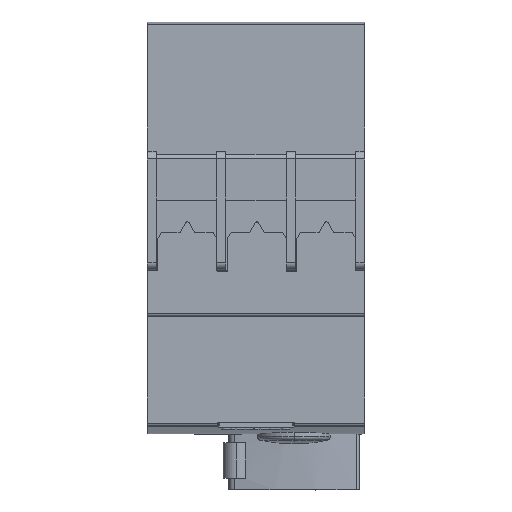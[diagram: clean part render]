
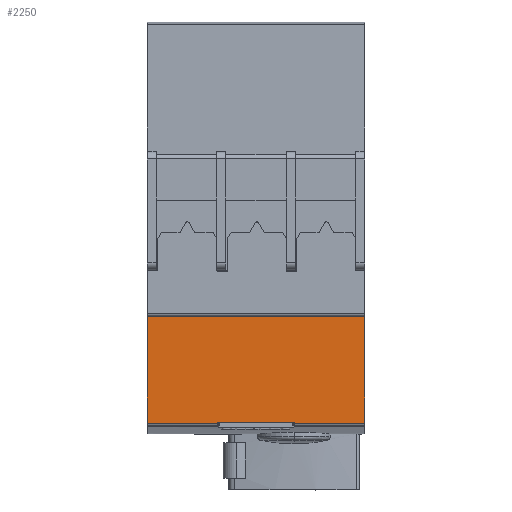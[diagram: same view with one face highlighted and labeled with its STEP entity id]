
A CAD part, top view. The second image highlights one B-rep face of the part: STEP entity #2250.
In plain terms, the highlighted planar face has unit normal (0, 0, 1).
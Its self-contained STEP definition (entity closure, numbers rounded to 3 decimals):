
#2250=ADVANCED_FACE('',(#4554),#4555,.T.);
#4554=FACE_OUTER_BOUND('',#6895,.T.);
#4555=PLANE('',#6896);
#6895=EDGE_LOOP('',(#14086,#14087,#14088,#14089,#14090,#14091,#14092,#14093));
#6896=AXIS2_PLACEMENT_3D('',#14094,#14095,#14096);
#14086=ORIENTED_EDGE('',*,*,#17490,.T.);
#14087=ORIENTED_EDGE('',*,*,#17495,.T.);
#14088=ORIENTED_EDGE('',*,*,#17499,.T.);
#14089=ORIENTED_EDGE('',*,*,#17504,.F.);
#14090=ORIENTED_EDGE('',*,*,#17505,.F.);
#14091=ORIENTED_EDGE('',*,*,#17506,.T.);
#14092=ORIENTED_EDGE('',*,*,#17507,.T.);
#14093=ORIENTED_EDGE('',*,*,#17508,.F.);
#14094=CARTESIAN_POINT('',(22.5,-71.2,22.85));
#14095=DIRECTION('',(0.0,-0.0,1.0));
#14096=DIRECTION('',(0.0,1.0,0.0));
#17490=EDGE_CURVE('',#21945,#21943,#21946,.T.);
#17495=EDGE_CURVE('',#21943,#21951,#21953,.T.);
#17499=EDGE_CURVE('',#21951,#21958,#21960,.T.);
#17504=EDGE_CURVE('',#21965,#21958,#21966,.T.);
#17505=EDGE_CURVE('',#21967,#21965,#21968,.T.);
#17506=EDGE_CURVE('',#21967,#21969,#21970,.T.);
#17507=EDGE_CURVE('',#21969,#21971,#21972,.T.);
#17508=EDGE_CURVE('',#21945,#21971,#21973,.T.);
#21943=VERTEX_POINT('',#29197);
#21945=VERTEX_POINT('',#29200);
#21946=LINE('',#29201,#29202);
#21951=VERTEX_POINT('',#29208);
#21953=LINE('',#29211,#29212);
#21958=VERTEX_POINT('',#29218);
#21960=LINE('',#29220,#29221);
#21965=VERTEX_POINT('',#29228);
#21966=LINE('',#29229,#29230);
#21967=VERTEX_POINT('',#29231);
#21968=LINE('',#29232,#29233);
#21969=VERTEX_POINT('',#29234);
#21970=LINE('',#29235,#29236);
#21971=VERTEX_POINT('',#29237);
#21972=LINE('',#29238,#29239);
#21973=LINE('',#29240,#29241);
#29197=CARTESIAN_POINT('',(-7.9,-82.92,22.85));
#29200=CARTESIAN_POINT('',(-7.9,-83.1,22.85));
#29201=CARTESIAN_POINT('',(-7.9,-77.06,22.85));
#29202=VECTOR('',#32638,1.0);
#29208=CARTESIAN_POINT('',(7.9,-82.92,22.85));
#29211=CARTESIAN_POINT('',(11.25,-82.92,22.85));
#29212=VECTOR('',#32644,1.0);
#29218=CARTESIAN_POINT('',(7.9,-83.1,22.85));
#29220=CARTESIAN_POINT('',(7.9,-77.06,22.85));
#29221=VECTOR('',#32649,1.0);
#29228=CARTESIAN_POINT('',(22.5,-83.1,22.85));
#29229=CARTESIAN_POINT('',(22.5,-83.1,22.85));
#29230=VECTOR('',#32652,1.0);
#29231=CARTESIAN_POINT('',(22.5,-59.3,22.85));
#29232=CARTESIAN_POINT('',(22.5,-59.3,22.85));
#29233=VECTOR('',#32653,1.0);
#29234=CARTESIAN_POINT('',(-22.5,-59.3,22.85));
#29235=CARTESIAN_POINT('',(22.5,-59.3,22.85));
#29236=VECTOR('',#32654,1.0);
#29237=CARTESIAN_POINT('',(-22.5,-83.1,22.85));
#29238=CARTESIAN_POINT('',(-22.5,-59.3,22.85));
#29239=VECTOR('',#32655,1.0);
#29240=CARTESIAN_POINT('',(22.5,-83.1,22.85));
#29241=VECTOR('',#32656,1.0);
#32638=DIRECTION('',(0.0,1.0,-0.0));
#32644=DIRECTION('',(1.0,0.0,0.0));
#32649=DIRECTION('',(0.0,-1.0,0.0));
#32652=DIRECTION('',(-1.0,0.0,0.0));
#32653=DIRECTION('',(0.0,-1.0,0.0));
#32654=DIRECTION('',(-1.0,0.0,0.0));
#32655=DIRECTION('',(0.0,-1.0,0.0));
#32656=DIRECTION('',(-1.0,0.0,0.0));
